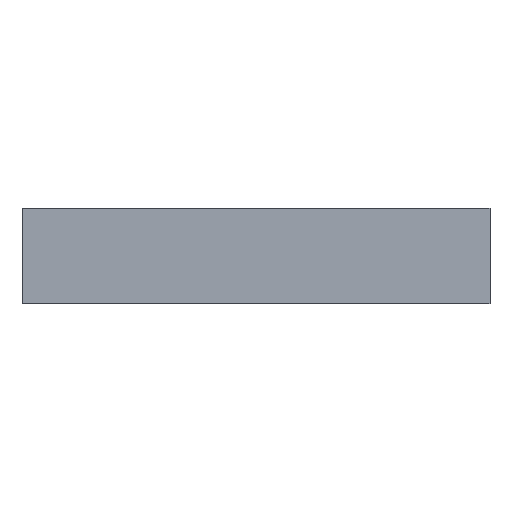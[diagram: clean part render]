
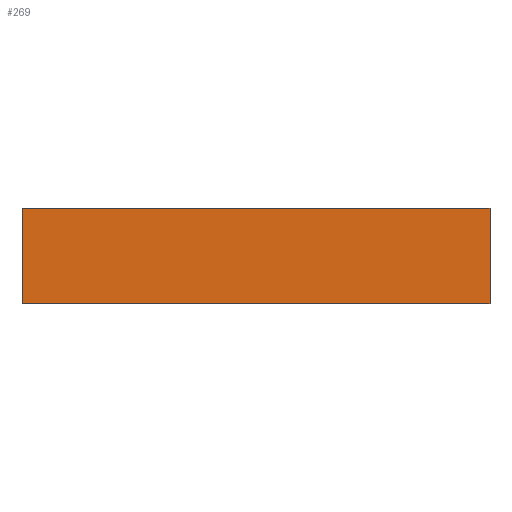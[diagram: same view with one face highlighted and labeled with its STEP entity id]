
A CAD part, front view. The second image highlights one B-rep face of the part: STEP entity #269.
In plain terms, the highlighted planar face has unit normal (0, -1, 0).
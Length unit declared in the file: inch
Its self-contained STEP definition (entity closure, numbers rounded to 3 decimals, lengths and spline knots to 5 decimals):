
#2 = LINE ( 'NONE', #86, #526 ) ;
#7 = VECTOR ( 'NONE', #540, 39.37008 ) ;
#15 = VERTEX_POINT ( 'NONE', #356 ) ;
#16 = CARTESIAN_POINT ( 'NONE',  ( -0.19291, -2.52953, 0.07874 ) ) ;
#41 = ORIENTED_EDGE ( 'NONE', *, *, #201, .F. ) ;
#81 = CARTESIAN_POINT ( 'NONE',  ( -0.19291, -2.52953, 0. ) ) ;
#86 = CARTESIAN_POINT ( 'NONE',  ( -0.19291, -2.52953, 0.07874 ) ) ;
#95 = EDGE_LOOP ( 'NONE', ( #279, #524, #41, #543 ) ) ;
#106 = CARTESIAN_POINT ( 'NONE',  ( 0.19291, -2.52953, 0.07874 ) ) ;
#108 = DIRECTION ( 'NONE',  ( 0., 0., -1. ) ) ;
#119 = LINE ( 'NONE', #81, #448 ) ;
#140 = VECTOR ( 'NONE', #108, 39.37008 ) ;
#141 = LINE ( 'NONE', #325, #140 ) ;
#201 = EDGE_CURVE ( 'NONE', #15, #437, #2, .T. ) ;
#244 = AXIS2_PLACEMENT_3D ( 'NONE', #16, #351, #513 ) ;
#257 = LINE ( 'NONE', #454, #7 ) ;
#265 = DIRECTION ( 'NONE',  ( 1., 0., 0. ) ) ;
#269 = ADVANCED_FACE ( 'NONE', ( #337 ), #388, .F. ) ;
#279 = ORIENTED_EDGE ( 'NONE', *, *, #521, .T. ) ;
#307 = VERTEX_POINT ( 'NONE', #379 ) ;
#325 = CARTESIAN_POINT ( 'NONE',  ( 0.19291, -2.52953, 0.07874 ) ) ;
#331 = CARTESIAN_POINT ( 'NONE',  ( -0.19291, -2.52953, 0. ) ) ;
#337 = FACE_OUTER_BOUND ( 'NONE', #95, .T. ) ;
#351 = DIRECTION ( 'NONE',  ( 0., 1., 0. ) ) ;
#356 = CARTESIAN_POINT ( 'NONE',  ( -0.19291, -2.52953, 0.07874 ) ) ;
#371 = EDGE_CURVE ( 'NONE', #437, #307, #141, .T. ) ;
#378 = DIRECTION ( 'NONE',  ( 1., 0., 0. ) ) ;
#379 = CARTESIAN_POINT ( 'NONE',  ( 0.19291, -2.52953, 0. ) ) ;
#388 = PLANE ( 'NONE',  #244 ) ;
#437 = VERTEX_POINT ( 'NONE', #106 ) ;
#448 = VECTOR ( 'NONE', #378, 39.37008 ) ;
#454 = CARTESIAN_POINT ( 'NONE',  ( -0.19291, -2.52953, 0.07874 ) ) ;
#479 = VERTEX_POINT ( 'NONE', #331 ) ;
#513 = DIRECTION ( 'NONE',  ( 0., 0., 1. ) ) ;
#516 = EDGE_CURVE ( 'NONE', #15, #479, #257, .T. ) ;
#521 = EDGE_CURVE ( 'NONE', #479, #307, #119, .T. ) ;
#524 = ORIENTED_EDGE ( 'NONE', *, *, #371, .F. ) ;
#526 = VECTOR ( 'NONE', #265, 39.37008 ) ;
#540 = DIRECTION ( 'NONE',  ( 0., 0., -1. ) ) ;
#543 = ORIENTED_EDGE ( 'NONE', *, *, #516, .T. ) ;
